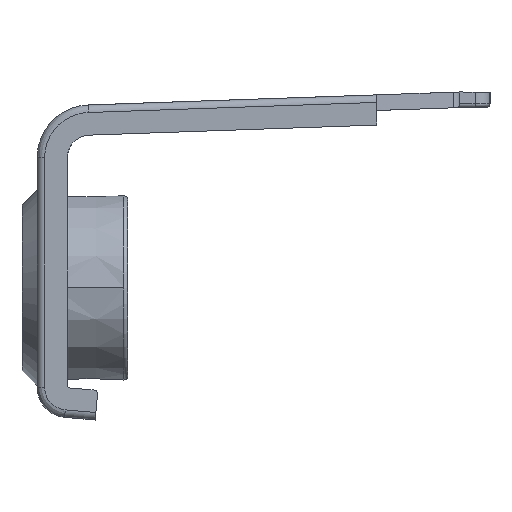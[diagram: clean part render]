
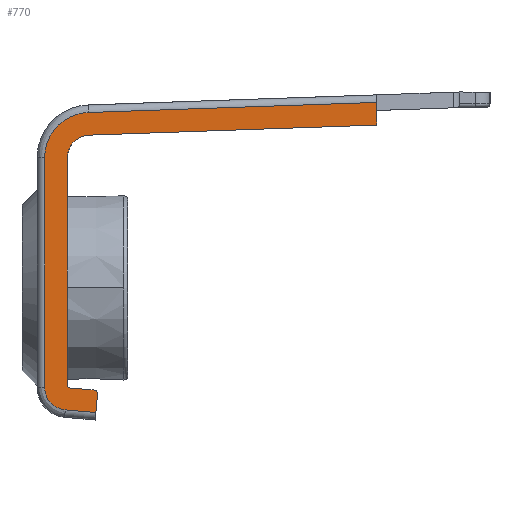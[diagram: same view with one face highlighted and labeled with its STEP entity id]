
A CAD part, left-side view. The second image highlights one B-rep face of the part: STEP entity #770.
In plain terms, the highlighted planar face has unit normal (-1, 0.009, 0).
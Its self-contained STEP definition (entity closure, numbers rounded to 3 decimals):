
#229 = DIRECTION ( 'NONE',  ( -0.009, -0.996, -0.087 ) ) ;
#295 = CARTESIAN_POINT ( 'NONE',  ( -101.02, 55.009, 17.24 ) ) ;
#387 = CARTESIAN_POINT ( 'NONE',  ( -101.052, 51.39, 19.547 ) ) ;
#466 = CARTESIAN_POINT ( 'NONE',  ( -101.404, 11., 24.571 ) ) ;
#538 = VERTEX_POINT ( 'NONE', #6793 ) ;
#647 = CARTESIAN_POINT ( 'NONE',  ( -101.404, 11., 25.956 ) ) ;
#770 = ADVANCED_FACE ( 'NONE', ( #6967 ), #9181, .T. ) ;
#796 = CARTESIAN_POINT ( 'NONE',  ( -101.02, 55.009, 17.24 ) ) ;
#816 = VERTEX_POINT ( 'NONE', #6151 ) ;
#918 = LINE ( 'NONE', #647, #3021 ) ;
#972 = CARTESIAN_POINT ( 'NONE',  ( -101.071, 49.105, 20.238 ) ) ;
#1102 = ORIENTED_EDGE ( 'NONE', *, *, #9707, .T. ) ;
#1148 = CARTESIAN_POINT ( 'NONE',  ( -101.079, 48.216, -16.511 ) ) ;
#1186 = CARTESIAN_POINT ( 'NONE',  ( -101.077, 48.457, -13.533 ) ) ;
#1219 = DIRECTION ( 'NONE',  ( -1., 0.009, 0. ) ) ;
#1238 =( BOUNDED_CURVE ( )  B_SPLINE_CURVE ( 3, ( #3512, #7575, #2066, #9916 ),
 .UNSPECIFIED., .F., .T. ) 
 B_SPLINE_CURVE_WITH_KNOTS ( ( 4, 4 ),
 ( 6.196, 7.767 ),
 .UNSPECIFIED. ) 
 CURVE ( )  GEOMETRIC_REPRESENTATION_ITEM ( )  RATIONAL_B_SPLINE_CURVE ( ( 1., 0.805, 0.805, 1. ) ) 
 REPRESENTATION_ITEM ( '' )  );
#1348 = ORIENTED_EDGE ( 'NONE', *, *, #5015, .T. ) ;
#1352 = LINE ( 'NONE', #295, #4719 ) ;
#1406 = LINE ( 'NONE', #8877, #4510 ) ;
#1467 = CARTESIAN_POINT ( 'NONE',  ( -101.05, 51.544, -13.263 ) ) ;
#1513 = VECTOR ( 'NONE', #229, 1000. ) ;
#1688 = VERTEX_POINT ( 'NONE', #2313 ) ;
#1748 = VERTEX_POINT ( 'NONE', #2035 ) ;
#1925 = CARTESIAN_POINT ( 'NONE',  ( -101.07, 49.218, 23.237 ) ) ;
#2035 = CARTESIAN_POINT ( 'NONE',  ( -101.044, 52.27, -16.156 ) ) ;
#2066 = CARTESIAN_POINT ( 'NONE',  ( -101.08, 48.166, -13.559 ) ) ;
#2101 = EDGE_LOOP ( 'NONE', ( #4496, #5801, #6176, #7547, #8017, #3476, #8381, #1102, #1348, #3616, #8839, #3032, #3473 ) ) ;
#2180 = CARTESIAN_POINT ( 'NONE',  ( -101.044, 52.27, -16.156 ) ) ;
#2263 =( BOUNDED_CURVE ( )  B_SPLINE_CURVE ( 3, ( #1467, #3199, #6273, #10310 ),
 .UNSPECIFIED., .F., .F. ) 
 B_SPLINE_CURVE_WITH_KNOTS ( ( 4, 4 ),
 ( 4.8, 6.283 ),
 .UNSPECIFIED. ) 
 CURVE ( )  GEOMETRIC_REPRESENTATION_ITEM ( )  RATIONAL_B_SPLINE_CURVE ( ( 1., 0.825, 0.825, 1. ) ) 
 REPRESENTATION_ITEM ( '' )  );
#2313 = CARTESIAN_POINT ( 'NONE',  ( -101.404, 11., 21.569 ) ) ;
#2476 = VERTEX_POINT ( 'NONE', #972 ) ;
#2712 = EDGE_CURVE ( 'NONE', #1748, #816, #3080, .T. ) ;
#3021 = VECTOR ( 'NONE', #10142, 1000. ) ;
#3032 = ORIENTED_EDGE ( 'NONE', *, *, #8679, .F. ) ;
#3080 =( BOUNDED_CURVE ( )  B_SPLINE_CURVE ( 3, ( #2180, #6217, #7825, #4614 ),
 .UNSPECIFIED., .F., .F. ) 
 B_SPLINE_CURVE_WITH_KNOTS ( ( 4, 4 ),
 ( 4.8, 6.283 ),
 .UNSPECIFIED. ) 
 CURVE ( )  GEOMETRIC_REPRESENTATION_ITEM ( )  RATIONAL_B_SPLINE_CURVE ( ( 1., 0.825, 0.825, 1. ) ) 
 REPRESENTATION_ITEM ( '' )  );
#3157 = CARTESIAN_POINT ( 'NONE',  ( -101.046, 52., -13.223 ) ) ;
#3199 = CARTESIAN_POINT ( 'NONE',  ( -101.048, 51.816, -13.239 ) ) ;
#3221 = LINE ( 'NONE', #3730, #9334 ) ;
#3402 = DIRECTION ( 'NONE',  ( -0.001, -0.087, 0.996 ) ) ;
#3473 = ORIENTED_EDGE ( 'NONE', *, *, #6131, .F. ) ;
#3476 = ORIENTED_EDGE ( 'NONE', *, *, #2712, .F. ) ;
#3480 = CARTESIAN_POINT ( 'NONE',  ( -101.046, 52., 17.989 ) ) ;
#3512 = CARTESIAN_POINT ( 'NONE',  ( -101.081, 48.003, -14.075 ) ) ;
#3616 = ORIENTED_EDGE ( 'NONE', *, *, #5497, .F. ) ;
#3624 = VERTEX_POINT ( 'NONE', #8538 ) ;
#3697 = CARTESIAN_POINT ( 'NONE',  ( -101.046, 52., 17.24 ) ) ;
#3730 = CARTESIAN_POINT ( 'NONE',  ( -101.5, -0.035, 24.956 ) ) ;
#3842 = AXIS2_PLACEMENT_3D ( 'NONE', #8423, #1219, #8390 ) ;
#3879 = LINE ( 'NONE', #6293, #8610 ) ;
#4054 = CARTESIAN_POINT ( 'NONE',  ( -101.041, 52.634, 23.117 ) ) ;
#4310 = VERTEX_POINT ( 'NONE', #1186 ) ;
#4496 = ORIENTED_EDGE ( 'NONE', *, *, #5195, .F. ) ;
#4510 = VECTOR ( 'NONE', #3402, 1000. ) ;
#4528 = DIRECTION ( 'NONE',  ( -0.009, -0.999, 0.035 ) ) ;
#4614 = CARTESIAN_POINT ( 'NONE',  ( -101.02, 55.009, -13.167 ) ) ;
#4719 = VECTOR ( 'NONE', #5865, 1000. ) ;
#5000 = CARTESIAN_POINT ( 'NONE',  ( -101.081, 47.959, -13.577 ) ) ;
#5015 = EDGE_CURVE ( 'NONE', #538, #4310, #1238, .T. ) ;
#5077 = CARTESIAN_POINT ( 'NONE',  ( -101.046, 52., -12.765 ) ) ;
#5195 = EDGE_CURVE ( 'NONE', #1688, #2476, #3879, .T. ) ;
#5282 = VERTEX_POINT ( 'NONE', #9464 ) ;
#5394 = LINE ( 'NONE', #3157, #7501 ) ;
#5497 = EDGE_CURVE ( 'NONE', #3624, #4310, #8738, .T. ) ;
#5607 = DIRECTION ( 'NONE',  ( 0.009, 0.999, -0.035 ) ) ;
#5801 = ORIENTED_EDGE ( 'NONE', *, *, #7959, .F. ) ;
#5865 = DIRECTION ( 'NONE',  ( 0., 0., 1. ) ) ;
#6004 = LINE ( 'NONE', #6693, #9969 ) ;
#6093 = EDGE_CURVE ( 'NONE', #8352, #1748, #6004, .T. ) ;
#6131 = EDGE_CURVE ( 'NONE', #2476, #6215, #10214, .T. ) ;
#6151 = CARTESIAN_POINT ( 'NONE',  ( -101.02, 55.009, -13.167 ) ) ;
#6176 = ORIENTED_EDGE ( 'NONE', *, *, #7168, .F. ) ;
#6215 = VERTEX_POINT ( 'NONE', #3697 ) ;
#6217 = CARTESIAN_POINT ( 'NONE',  ( -101.03, 53.902, -16.013 ) ) ;
#6273 = CARTESIAN_POINT ( 'NONE',  ( -101.046, 52., -13.038 ) ) ;
#6293 = CARTESIAN_POINT ( 'NONE',  ( -101.071, 49.105, 20.238 ) ) ;
#6439 =( BOUNDED_CURVE ( )  B_SPLINE_CURVE ( 3, ( #796, #9585, #4054, #9562 ),
 .UNSPECIFIED., .F., .F. ) 
 B_SPLINE_CURVE_WITH_KNOTS ( ( 4, 4 ),
 ( 0., 1.536 ),
 .UNSPECIFIED. ) 
 CURVE ( )  GEOMETRIC_REPRESENTATION_ITEM ( )  RATIONAL_B_SPLINE_CURVE ( ( 1., 0.813, 0.813, 1. ) ) 
 REPRESENTATION_ITEM ( '' )  );
#6693 = CARTESIAN_POINT ( 'NONE',  ( -101.044, 52.262, -16.157 ) ) ;
#6793 = CARTESIAN_POINT ( 'NONE',  ( -101.081, 48.003, -14.075 ) ) ;
#6967 = FACE_OUTER_BOUND ( 'NONE', #2101, .T. ) ;
#7162 = VERTEX_POINT ( 'NONE', #5077 ) ;
#7168 = EDGE_CURVE ( 'NONE', #8437, #7521, #3221, .T. ) ;
#7231 = DIRECTION ( 'NONE',  ( 0., 0., -1. ) ) ;
#7501 = VECTOR ( 'NONE', #7231, 1000. ) ;
#7521 = VERTEX_POINT ( 'NONE', #466 ) ;
#7547 = ORIENTED_EDGE ( 'NONE', *, *, #10067, .F. ) ;
#7575 = CARTESIAN_POINT ( 'NONE',  ( -101.081, 47.977, -13.783 ) ) ;
#7814 = EDGE_CURVE ( 'NONE', #816, #5282, #1352, .T. ) ;
#7825 = CARTESIAN_POINT ( 'NONE',  ( -101.02, 55.009, -14.805 ) ) ;
#7959 = EDGE_CURVE ( 'NONE', #7521, #1688, #918, .T. ) ;
#8017 = ORIENTED_EDGE ( 'NONE', *, *, #7814, .F. ) ;
#8209 = DIRECTION ( 'NONE',  ( 0.009, 0.996, 0.087 ) ) ;
#8352 = VERTEX_POINT ( 'NONE', #1148 ) ;
#8358 = CARTESIAN_POINT ( 'NONE',  ( -101.071, 49.105, 20.238 ) ) ;
#8381 = ORIENTED_EDGE ( 'NONE', *, *, #6093, .F. ) ;
#8390 = DIRECTION ( 'NONE',  ( 0.009, 1., 0. ) ) ;
#8423 = CARTESIAN_POINT ( 'NONE',  ( -101.5, 0., 22. ) ) ;
#8437 = VERTEX_POINT ( 'NONE', #1925 ) ;
#8538 = CARTESIAN_POINT ( 'NONE',  ( -101.05, 51.544, -13.263 ) ) ;
#8610 = VECTOR ( 'NONE', #5607, 1000. ) ;
#8679 = EDGE_CURVE ( 'NONE', #6215, #7162, #5394, .T. ) ;
#8738 = LINE ( 'NONE', #5000, #1513 ) ;
#8839 = ORIENTED_EDGE ( 'NONE', *, *, #9138, .T. ) ;
#8877 = CARTESIAN_POINT ( 'NONE',  ( -101.112, 44.506, 25.894 ) ) ;
#9055 = CARTESIAN_POINT ( 'NONE',  ( -101.046, 52., 17.24 ) ) ;
#9138 = EDGE_CURVE ( 'NONE', #3624, #7162, #2263, .T. ) ;
#9181 = PLANE ( 'NONE',  #3842 ) ;
#9334 = VECTOR ( 'NONE', #4528, 1000. ) ;
#9464 = CARTESIAN_POINT ( 'NONE',  ( -101.02, 55.009, 17.24 ) ) ;
#9562 = CARTESIAN_POINT ( 'NONE',  ( -101.07, 49.218, 23.237 ) ) ;
#9585 = CARTESIAN_POINT ( 'NONE',  ( -101.02, 55.009, 20.658 ) ) ;
#9707 = EDGE_CURVE ( 'NONE', #8352, #538, #1406, .T. ) ;
#9916 = CARTESIAN_POINT ( 'NONE',  ( -101.077, 48.457, -13.533 ) ) ;
#9925 = CARTESIAN_POINT ( 'NONE',  ( -101.065, 49.854, 20.212 ) ) ;
#9969 = VECTOR ( 'NONE', #8209, 1000. ) ;
#10067 = EDGE_CURVE ( 'NONE', #5282, #8437, #6439, .T. ) ;
#10142 = DIRECTION ( 'NONE',  ( 0., 0., -1. ) ) ;
#10214 = B_SPLINE_CURVE_WITH_KNOTS ( 'NONE', 3,
 ( #8358, #9925, #387, #3480, #9055 ),
 .UNSPECIFIED., .F., .F.,
 ( 4, 1, 4 ),
 ( 0., 0.768, 1.536 ),
 .UNSPECIFIED. ) ;
#10310 = CARTESIAN_POINT ( 'NONE',  ( -101.046, 52., -12.765 ) ) ;
